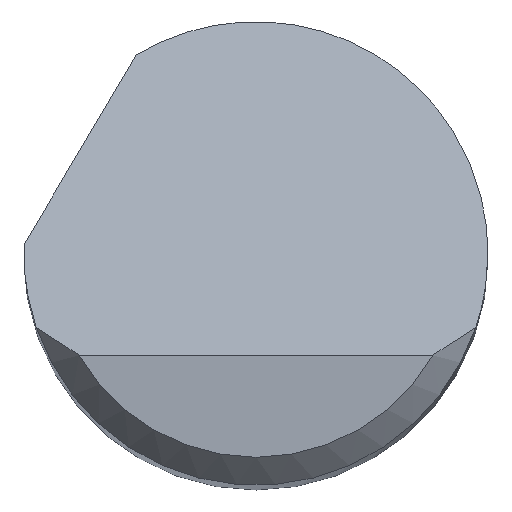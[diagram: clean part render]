
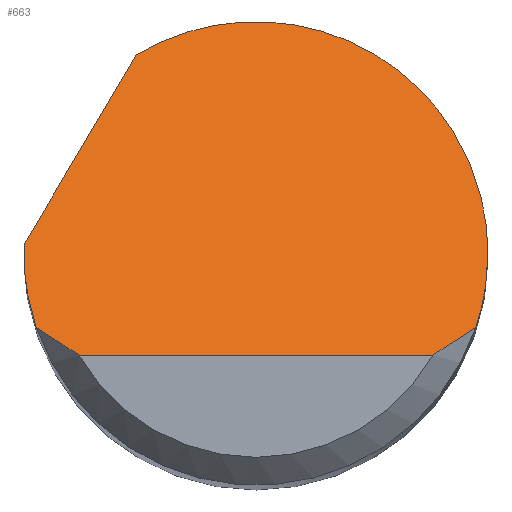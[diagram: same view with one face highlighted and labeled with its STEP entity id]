
A CAD part, top view. The second image highlights one B-rep face of the part: STEP entity #663.
In plain terms, the highlighted planar face has unit normal (0, 0.707, 0.707).
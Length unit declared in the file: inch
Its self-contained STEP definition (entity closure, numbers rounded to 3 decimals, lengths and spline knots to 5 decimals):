
#11 = ORIENTED_EDGE ( 'NONE', *, *, #335, .F. ) ;
#26 = CARTESIAN_POINT ( 'NONE',  ( 0.09526, -0.055, 2. ) ) ;
#33 = CARTESIAN_POINT ( 'NONE',  ( 0.125, -0.01363, 1.95863 ) ) ;
#35 = CARTESIAN_POINT ( 'NONE',  ( -0.125, 0., 1.945 ) ) ;
#38 = VERTEX_POINT ( 'NONE', #228 ) ;
#43 = VERTEX_POINT ( 'NONE', #506 ) ;
#74 = B_SPLINE_CURVE_WITH_KNOTS ( 'NONE', 3,
 ( #26, #577, #863, #591 ),
 .UNSPECIFIED., .F., .F.,
 ( 4, 4 ),
 ( 0., 0.0008 ),
 .UNSPECIFIED. ) ;
#80 = ORIENTED_EDGE ( 'NONE', *, *, #124, .F. ) ;
#82 = CARTESIAN_POINT ( 'NONE',  ( 0.0296, 0.1636, 1.7814 ) ) ;
#95 = CARTESIAN_POINT ( 'NONE',  ( 0.125, 0., 1.945 ) ) ;
#97 = VERTEX_POINT ( 'NONE', #605 ) ;
#114 = EDGE_CURVE ( 'NONE', #38, #159, #891, .T. ) ;
#124 = EDGE_CURVE ( 'NONE', #298, #38, #868, .T. ) ;
#128 = DIRECTION ( 'NONE',  ( 0.386, 0.652, -0.652 ) ) ;
#151 =( BOUNDED_CURVE ( )  B_SPLINE_CURVE ( 3, ( #702, #82, #291, #561 ),
 .UNSPECIFIED., .F., .F. ) 
 B_SPLINE_CURVE_WITH_KNOTS ( ( 4, 4 ),
 ( 5.74227, 7.85398 ),
 .UNSPECIFIED. ) 
 CURVE ( )  GEOMETRIC_REPRESENTATION_ITEM ( )  RATIONAL_B_SPLINE_CURVE ( ( 1., 0.662, 0.662, 1. ) ) 
 REPRESENTATION_ITEM ( '' )  );
#159 = VERTEX_POINT ( 'NONE', #879 ) ;
#163 = ORIENTED_EDGE ( 'NONE', *, *, #114, .F. ) ;
#174 = VERTEX_POINT ( 'NONE', #249 ) ;
#188 = CARTESIAN_POINT ( 'NONE',  ( -0.125, 0.00167, 1.94333 ) ) ;
#220 = CARTESIAN_POINT ( 'NONE',  ( -0.09526, -0.055, 2. ) ) ;
#228 = CARTESIAN_POINT ( 'NONE',  ( -0.1249, 0.005, 1.94 ) ) ;
#240 = CARTESIAN_POINT ( 'NONE',  ( -0.12279, -0.02708, 1.97208 ) ) ;
#245 = CARTESIAN_POINT ( 'NONE',  ( -0.125, 0., 1.945 ) ) ;
#249 = CARTESIAN_POINT ( 'NONE',  ( 0.09526, -0.055, 2. ) ) ;
#258 = ORIENTED_EDGE ( 'NONE', *, *, #839, .F. ) ;
#262 = VERTEX_POINT ( 'NONE', #661 ) ;
#274 = AXIS2_PLACEMENT_3D ( 'NONE', #667, #328, #388 ) ;
#291 = CARTESIAN_POINT ( 'NONE',  ( 0.125, 0.10961, 1.83539 ) ) ;
#297 = CARTESIAN_POINT ( 'NONE',  ( -0.09526, -0.055, 2. ) ) ;
#298 = VERTEX_POINT ( 'NONE', #35 ) ;
#308 =( BOUNDED_CURVE ( )  B_SPLINE_CURVE ( 3, ( #510, #240, #654, #245 ),
 .UNSPECIFIED., .F., .F. ) 
 B_SPLINE_CURVE_WITH_KNOTS ( ( 4, 4 ),
 ( 4.38666, 4.71239 ),
 .UNSPECIFIED. ) 
 CURVE ( )  GEOMETRIC_REPRESENTATION_ITEM ( )  RATIONAL_B_SPLINE_CURVE ( ( 1., 0.991, 0.991, 1. ) ) 
 REPRESENTATION_ITEM ( '' )  );
#328 = DIRECTION ( 'NONE',  ( 0., -0.707, -0.707 ) ) ;
#335 = EDGE_CURVE ( 'NONE', #159, #43, #151, .T. ) ;
#337 = FACE_OUTER_BOUND ( 'NONE', #432, .T. ) ;
#388 = DIRECTION ( 'NONE',  ( 0., 0.707, -0.707 ) ) ;
#394 = CARTESIAN_POINT ( 'NONE',  ( -0.125, 0., 1.945 ) ) ;
#427 = ORIENTED_EDGE ( 'NONE', *, *, #901, .T. ) ;
#432 = EDGE_LOOP ( 'NONE', ( #587, #427, #258, #11, #163, #80, #827, #753 ) ) ;
#468 = CARTESIAN_POINT ( 'NONE',  ( 0., -0.055, 2. ) ) ;
#476 = CARTESIAN_POINT ( 'NONE',  ( -0.12497, 0.00333, 1.94167 ) ) ;
#506 = CARTESIAN_POINT ( 'NONE',  ( 0.125, 0., 1.945 ) ) ;
#507 = CARTESIAN_POINT ( 'NONE',  ( -0.10339, -0.05031, 1.99531 ) ) ;
#510 = CARTESIAN_POINT ( 'NONE',  ( -0.11843, -0.04, 1.985 ) ) ;
#514 = CARTESIAN_POINT ( 'NONE',  ( 0.12279, -0.02708, 1.97208 ) ) ;
#545 = CARTESIAN_POINT ( 'NONE',  ( -0.1249, 0.005, 1.94 ) ) ;
#561 = CARTESIAN_POINT ( 'NONE',  ( 0.125, 0., 1.945 ) ) ;
#564 = VERTEX_POINT ( 'NONE', #297 ) ;
#565 = CARTESIAN_POINT ( 'NONE',  ( -0.11107, -0.04528, 1.99028 ) ) ;
#577 = CARTESIAN_POINT ( 'NONE',  ( 0.10339, -0.05031, 1.99531 ) ) ;
#584 = LINE ( 'NONE', #468, #701 ) ;
#587 = ORIENTED_EDGE ( 'NONE', *, *, #682, .T. ) ;
#590 = DIRECTION ( 'NONE',  ( 1., 0., 0. ) ) ;
#591 = CARTESIAN_POINT ( 'NONE',  ( 0.11843, -0.04, 1.985 ) ) ;
#605 = CARTESIAN_POINT ( 'NONE',  ( 0.11843, -0.04, 1.985 ) ) ;
#617 =( BOUNDED_CURVE ( )  B_SPLINE_CURVE ( 3, ( #95, #33, #514, #793 ),
 .UNSPECIFIED., .F., .F. ) 
 B_SPLINE_CURVE_WITH_KNOTS ( ( 4, 4 ),
 ( 1.5708, 1.89653 ),
 .UNSPECIFIED. ) 
 CURVE ( )  GEOMETRIC_REPRESENTATION_ITEM ( )  RATIONAL_B_SPLINE_CURVE ( ( 1., 0.991, 0.991, 1. ) ) 
 REPRESENTATION_ITEM ( '' )  );
#654 = CARTESIAN_POINT ( 'NONE',  ( -0.125, -0.01363, 1.95863 ) ) ;
#661 = CARTESIAN_POINT ( 'NONE',  ( -0.11843, -0.04, 1.985 ) ) ;
#663 = ADVANCED_FACE ( 'NONE', ( #337 ), #824, .F. ) ;
#667 = CARTESIAN_POINT ( 'NONE',  ( -0.125, -0.055, 2. ) ) ;
#682 = EDGE_CURVE ( 'NONE', #564, #174, #584, .T. ) ;
#701 = VECTOR ( 'NONE', #590, 39.37008 ) ;
#702 = CARTESIAN_POINT ( 'NONE',  ( -0.06437, 0.10715, 1.83785 ) ) ;
#746 = EDGE_CURVE ( 'NONE', #262, #564, #892, .T. ) ;
#753 = ORIENTED_EDGE ( 'NONE', *, *, #746, .T. ) ;
#769 = VECTOR ( 'NONE', #128, 39.37008 ) ;
#793 = CARTESIAN_POINT ( 'NONE',  ( 0.11843, -0.04, 1.985 ) ) ;
#820 = CARTESIAN_POINT ( 'NONE',  ( -0.15516, -0.04606, 1.99106 ) ) ;
#824 = PLANE ( 'NONE',  #274 ) ;
#827 = ORIENTED_EDGE ( 'NONE', *, *, #838, .F. ) ;
#838 = EDGE_CURVE ( 'NONE', #262, #298, #308, .T. ) ;
#839 = EDGE_CURVE ( 'NONE', #43, #97, #617, .T. ) ;
#843 = CARTESIAN_POINT ( 'NONE',  ( -0.11843, -0.04, 1.985 ) ) ;
#863 = CARTESIAN_POINT ( 'NONE',  ( 0.11107, -0.04528, 1.99028 ) ) ;
#868 =( BOUNDED_CURVE ( )  B_SPLINE_CURVE ( 3, ( #394, #188, #476, #545 ),
 .UNSPECIFIED., .F., .T. ) 
 B_SPLINE_CURVE_WITH_KNOTS ( ( 4, 4 ),
 ( 4.71239, 4.7524 ),
 .UNSPECIFIED. ) 
 CURVE ( )  GEOMETRIC_REPRESENTATION_ITEM ( )  RATIONAL_B_SPLINE_CURVE ( ( 1., 1., 1., 1. ) ) 
 REPRESENTATION_ITEM ( '' )  );
#879 = CARTESIAN_POINT ( 'NONE',  ( -0.06437, 0.10715, 1.83785 ) ) ;
#891 = LINE ( 'NONE', #820, #769 ) ;
#892 = B_SPLINE_CURVE_WITH_KNOTS ( 'NONE', 3,
 ( #843, #565, #507, #220 ),
 .UNSPECIFIED., .F., .F.,
 ( 4, 4 ),
 ( 0., 0.0008 ),
 .UNSPECIFIED. ) ;
#901 = EDGE_CURVE ( 'NONE', #174, #97, #74, .T. ) ;
